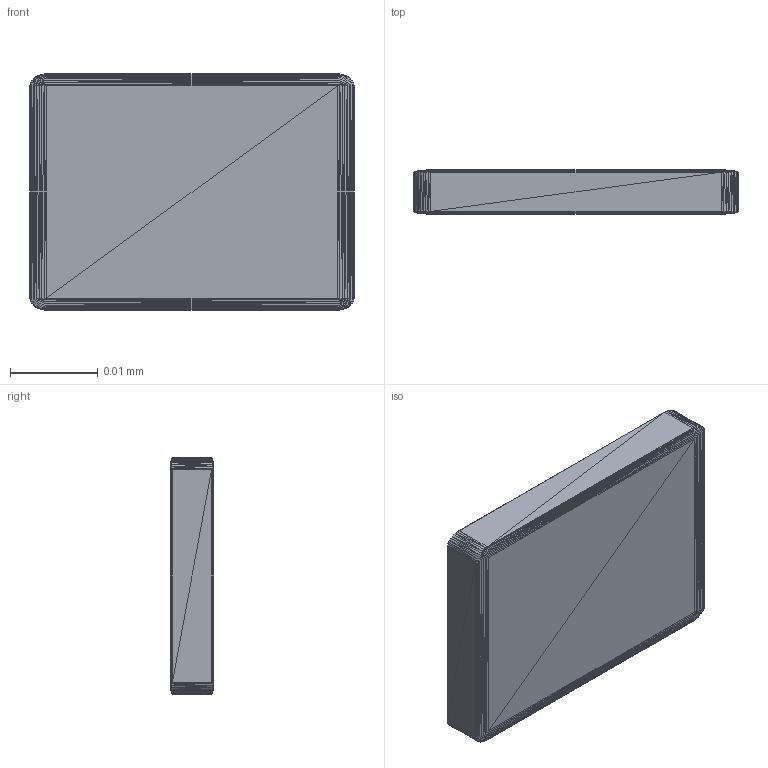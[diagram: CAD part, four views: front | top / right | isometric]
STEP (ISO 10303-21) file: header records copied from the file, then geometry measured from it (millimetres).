
FILE_DESCRIPTION(('Aspose.CAD STEP Model'),'2;1');
FILE_NAME('','2025-05-15T14:12:56.9757749+00:00',(''),(''),'','Aspose.CAD','');
FILE_SCHEMA(('AUTOMOTIVE_DESIGN'));
Products named in the file (2): Unnamed; Brep shape
Bounding box: 0.04 x 0.01 x 0.03 mm (x, y, z)
Surface area: 0 mm2 (no closed solid volume)
Topology: 0 solids, 1772 shells, 1772 faces, 5316 edges, 5316 vertices
Faces by surface type: plane 1772
Entity records: 19522 total; most frequent: CARTESIAN_POINT 7090, DIRECTION 3548, AXIS2_PLACEMENT_3D 1774, POLY_LOOP 1772, FACE_OUTER_BOUND 1772, PLANE 1772, FACE_SURFACE 1772, PRODUCT 2
